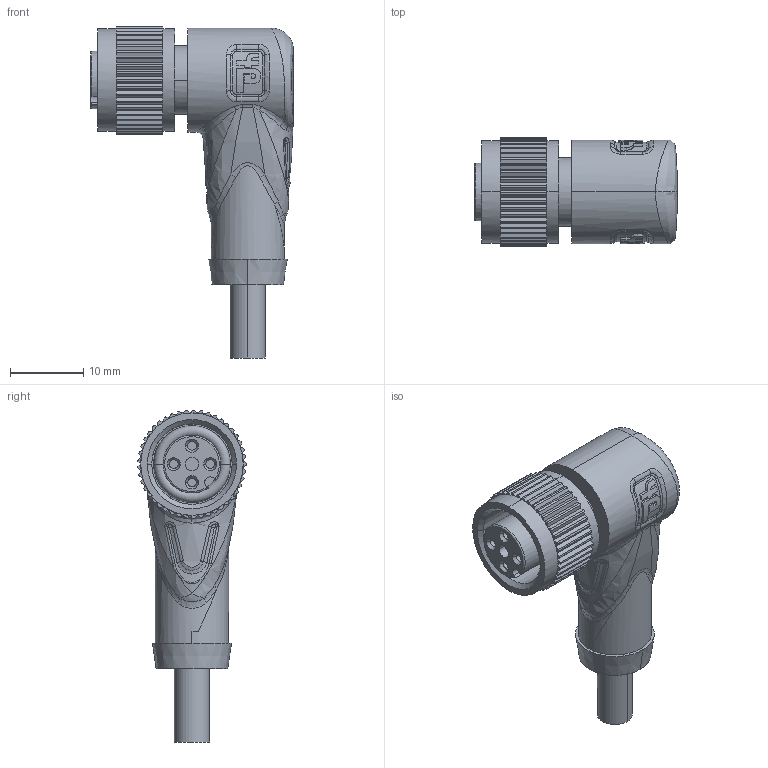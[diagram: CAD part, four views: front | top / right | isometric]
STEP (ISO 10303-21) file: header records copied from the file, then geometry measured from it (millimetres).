
FILE_DESCRIPTION((''),'2;1');
FILE_NAME('DM_CAD-6660_M12_4POL__SW0002','2019-04-25T13:40:32',('creinig-se'),(''),'CREO PARAMETRIC BY PTC INC, 2018420','CREO PARAMETRIC BY PTC INC, 2018420','');
FILE_SCHEMA(('CONFIG_CONTROL_DESIGN','SHAPE_APPEARANCE_LAYERS_GROUPS'));
Length unit declared in the file: millimetre
Products named in the file (1): DM_CAD-6660_M12_4POL__SW0002
Bounding box: 27.75 x 14.79 x 45.4 mm (x, y, z)
Volume: 5703 mm3; surface area: 3782 mm2
Topology: 1 solids, 1 shells, 480 faces, 1120 edges, 663 vertices
Faces by surface type: plane 243, bspline 116, cylinder 103, cone 12, torus 4, sphere 2
Entity records: 24460 total; most frequent: CARTESIAN_POINT 9969, ORIENTED_EDGE 2240, DIRECTION 2006, EDGE_CURVE 1120, AXIS2_PLACEMENT_3D 753, VERTEX_POINT 663, FILL_AREA_STYLE_COLOUR 637, FILL_AREA_STYLE 637
